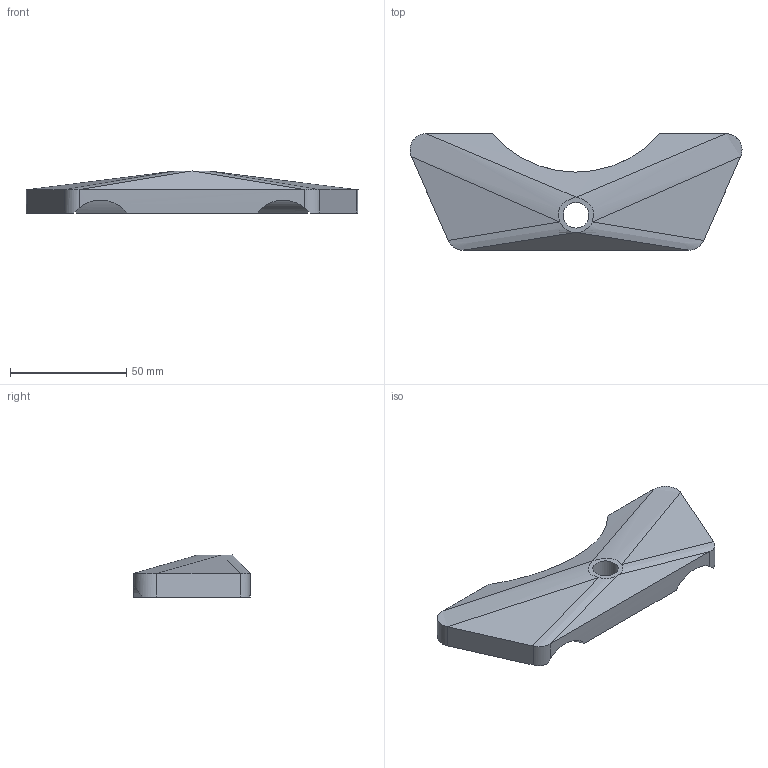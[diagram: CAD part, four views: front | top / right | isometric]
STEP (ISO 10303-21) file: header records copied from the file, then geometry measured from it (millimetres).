
FILE_DESCRIPTION(/* description */ ('Kickstand Version 0.1b'),/* implementation_level */ '2;1');
FILE_NAME(/* name */ 'kickstand1b.step',/* time_stamp */ '2024-02-15T14:06:43-05:00',/* author */ (''),/* organization */ (''),/* preprocessor_version */ 'ST-DEVELOPER v20',/* originating_system */ 'Autodesk Translation Framework v12.20.1.177',/* authorisation */ '');
FILE_SCHEMA (('AUTOMOTIVE_DESIGN { 1 0 10303 214 3 1 1 }'));
Length unit declared in the file: millimetre
Products named in the file (1): (Unsaved)
Bounding box: 142.53 x 50 x 18.05 mm (x, y, z)
Volume: 63924.7 mm3; surface area: 15606.6 mm2
Topology: 1 solids, 1 shells, 27 faces, 65 edges, 40 vertices
Faces by surface type: plane 15, cylinder 8, cone 4
Full cylindrical faces by diameter (mm): 11 x1
Entity records: 943 total; most frequent: CARTESIAN_POINT 296, ORIENTED_EDGE 130, DIRECTION 121, EDGE_CURVE 65, AXIS2_PLACEMENT_3D 42, VERTEX_POINT 40, LINE 37, VECTOR 37
